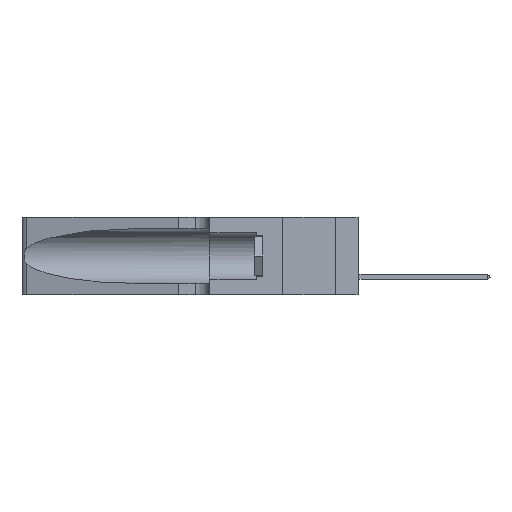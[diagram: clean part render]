
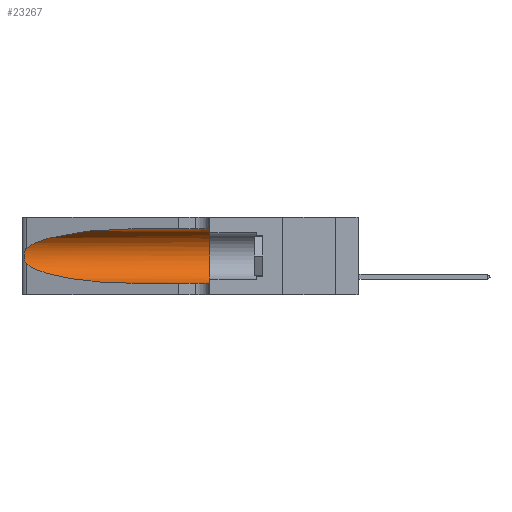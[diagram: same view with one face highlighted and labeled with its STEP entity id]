
A CAD part, left-side view. The second image highlights one B-rep face of the part: STEP entity #23267.
In plain terms, the highlighted cylindrical face has radius 3.308 mm (diameter 6.617 mm), a partial arc.
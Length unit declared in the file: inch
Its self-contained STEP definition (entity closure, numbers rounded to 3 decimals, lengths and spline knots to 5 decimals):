
#141 = CIRCLE ( 'NONE', #2972, 0.13025 ) ;
#166 = CARTESIAN_POINT ( 'NONE',  ( 0.25639, 1.23184, 0.21858 ) ) ;
#177 = B_SPLINE_CURVE_WITH_KNOTS ( 'NONE', 3,
 ( #250, #14936, #166, #7646, #2246, #7736, #3931, #5607, #7567, #14626, #20186, #4022, #2014, #9375 ),
 .UNSPECIFIED., .F., .F.,
 ( 4, 2, 2, 2, 2, 2, 4 ),
 ( 0., 0.00027, 0.00053, 0.00107, 0.0016, 0.00187, 0.00214 ),
 .UNSPECIFIED. ) ;
#250 = CARTESIAN_POINT ( 'NONE',  ( 0.25487, 1.22718, 0.22369 ) ) ;
#256 = CARTESIAN_POINT ( 'NONE',  ( 0.1305, 0.72297, 0.05475 ) ) ;
#339 = ORIENTED_EDGE ( 'NONE', *, *, #15602, .T. ) ;
#637 =( BOUNDED_CURVE ( )  B_SPLINE_CURVE ( 3, ( #3179, #12430, #6900, #8722 ),
 .UNSPECIFIED., .F., .F. ) 
 B_SPLINE_CURVE_WITH_KNOTS ( ( 4, 4 ),
 ( 3.44316, 4.71239 ),
 .UNSPECIFIED. ) 
 CURVE ( )  GEOMETRIC_REPRESENTATION_ITEM ( )  RATIONAL_B_SPLINE_CURVE ( ( 1., 0.87, 0.87, 1. ) ) 
 REPRESENTATION_ITEM ( '' )  );
#980 = VECTOR ( 'NONE', #3487, 39.37008 ) ;
#1205 = CARTESIAN_POINT ( 'NONE',  ( 0.18966, 0.96281, 0.31525 ) ) ;
#2014 = CARTESIAN_POINT ( 'NONE',  ( 0.25555, 1.22993, 0.14849 ) ) ;
#2220 = VERTEX_POINT ( 'NONE', #4121 ) ;
#2245 = CARTESIAN_POINT ( 'NONE',  ( 0.1305, 0.35, 0.185 ) ) ;
#2246 = CARTESIAN_POINT ( 'NONE',  ( 0.25854, 1.2359, 0.20912 ) ) ;
#2690 = CYLINDRICAL_SURFACE ( 'NONE', #19065, 0.13025 ) ;
#2967 = ORIENTED_EDGE ( 'NONE', *, *, #6659, .F. ) ;
#2972 = AXIS2_PLACEMENT_3D ( 'NONE', #2245, #13262, #13506 ) ;
#3179 = CARTESIAN_POINT ( 'NONE',  ( 0.25487, 1.22718, 0.14631 ) ) ;
#3487 = DIRECTION ( 'NONE',  ( 0., -1., 0. ) ) ;
#3931 = CARTESIAN_POINT ( 'NONE',  ( 0.26075, 1.23896, 0.19203 ) ) ;
#4022 = CARTESIAN_POINT ( 'NONE',  ( 0.25639, 1.23186, 0.15144 ) ) ;
#4121 = CARTESIAN_POINT ( 'NONE',  ( 0.1305, 0.35, 0.31525 ) ) ;
#4909 = EDGE_CURVE ( 'NONE', #22451, #16964, #10065, .T. ) ;
#5607 = CARTESIAN_POINT ( 'NONE',  ( 0.26075, 1.23896, 0.178 ) ) ;
#5804 = VERTEX_POINT ( 'NONE', #256 ) ;
#6015 = LINE ( 'NONE', #11399, #23208 ) ;
#6659 = EDGE_CURVE ( 'NONE', #22451, #2220, #15981, .T. ) ;
#6900 = CARTESIAN_POINT ( 'NONE',  ( 0.18966, 0.96281, 0.05475 ) ) ;
#7567 = CARTESIAN_POINT ( 'NONE',  ( 0.26017, 1.23833, 0.17102 ) ) ;
#7646 = CARTESIAN_POINT ( 'NONE',  ( 0.25787, 1.23484, 0.2124 ) ) ;
#7736 = CARTESIAN_POINT ( 'NONE',  ( 0.26018, 1.23835, 0.19895 ) ) ;
#8520 = DIRECTION ( 'NONE',  ( 0., 0., -1. ) ) ;
#8722 = CARTESIAN_POINT ( 'NONE',  ( 0.1305, 0.72297, 0.05475 ) ) ;
#9375 = CARTESIAN_POINT ( 'NONE',  ( 0.25487, 1.22718, 0.14631 ) ) ;
#9574 = ORIENTED_EDGE ( 'NONE', *, *, #19798, .F. ) ;
#9896 = ORIENTED_EDGE ( 'NONE', *, *, #4909, .T. ) ;
#10065 =( BOUNDED_CURVE ( )  B_SPLINE_CURVE ( 3, ( #22765, #1205, #22405, #12238 ),
 .UNSPECIFIED., .F., .F. ) 
 B_SPLINE_CURVE_WITH_KNOTS ( ( 4, 4 ),
 ( 1.5708, 2.84003 ),
 .UNSPECIFIED. ) 
 CURVE ( )  GEOMETRIC_REPRESENTATION_ITEM ( )  RATIONAL_B_SPLINE_CURVE ( ( 1., 0.87, 0.87, 1. ) ) 
 REPRESENTATION_ITEM ( '' )  );
#11131 = EDGE_LOOP ( 'NONE', ( #9896, #22033, #339, #18449, #9574, #2967 ) ) ;
#11399 = CARTESIAN_POINT ( 'NONE',  ( 0.1305, 1.61858, 0.05475 ) ) ;
#11776 = FACE_OUTER_BOUND ( 'NONE', #11131, .T. ) ;
#12093 = EDGE_CURVE ( 'NONE', #5804, #20413, #6015, .T. ) ;
#12238 = CARTESIAN_POINT ( 'NONE',  ( 0.25487, 1.22718, 0.22369 ) ) ;
#12364 = CARTESIAN_POINT ( 'NONE',  ( 0.1305, 0.35, 0.05475 ) ) ;
#12430 = CARTESIAN_POINT ( 'NONE',  ( 0.2373, 1.15595, 0.08982 ) ) ;
#12678 = EDGE_CURVE ( 'NONE', #16964, #23145, #177, .T. ) ;
#13262 = DIRECTION ( 'NONE',  ( 0., 1., 0. ) ) ;
#13506 = DIRECTION ( 'NONE',  ( 0., 0., 1. ) ) ;
#14626 = CARTESIAN_POINT ( 'NONE',  ( 0.25856, 1.23593, 0.16098 ) ) ;
#14936 = CARTESIAN_POINT ( 'NONE',  ( 0.25555, 1.22994, 0.2215 ) ) ;
#15602 = EDGE_CURVE ( 'NONE', #23145, #5804, #637, .T. ) ;
#15917 = CARTESIAN_POINT ( 'NONE',  ( 0.1305, 0.72297, 0.31525 ) ) ;
#15981 = LINE ( 'NONE', #23357, #980 ) ;
#16282 = CARTESIAN_POINT ( 'NONE',  ( 0.25487, 1.22718, 0.22369 ) ) ;
#16964 = VERTEX_POINT ( 'NONE', #16282 ) ;
#18449 = ORIENTED_EDGE ( 'NONE', *, *, #12093, .T. ) ;
#19065 = AXIS2_PLACEMENT_3D ( 'NONE', #21334, #21416, #8520 ) ;
#19798 = EDGE_CURVE ( 'NONE', #2220, #20413, #141, .T. ) ;
#20186 = CARTESIAN_POINT ( 'NONE',  ( 0.25789, 1.23486, 0.15765 ) ) ;
#20413 = VERTEX_POINT ( 'NONE', #12364 ) ;
#20539 = DIRECTION ( 'NONE',  ( 0., -1., 0. ) ) ;
#21334 = CARTESIAN_POINT ( 'NONE',  ( 0.1305, 1.61858, 0.185 ) ) ;
#21416 = DIRECTION ( 'NONE',  ( 0., -1., 0. ) ) ;
#22033 = ORIENTED_EDGE ( 'NONE', *, *, #12678, .T. ) ;
#22405 = CARTESIAN_POINT ( 'NONE',  ( 0.2373, 1.15595, 0.28018 ) ) ;
#22451 = VERTEX_POINT ( 'NONE', #15917 ) ;
#22611 = CARTESIAN_POINT ( 'NONE',  ( 0.25487, 1.22718, 0.14631 ) ) ;
#22765 = CARTESIAN_POINT ( 'NONE',  ( 0.1305, 0.72297, 0.31525 ) ) ;
#23145 = VERTEX_POINT ( 'NONE', #22611 ) ;
#23208 = VECTOR ( 'NONE', #20539, 39.37008 ) ;
#23267 = ADVANCED_FACE ( 'NONE', ( #11776 ), #2690, .F. ) ;
#23357 = CARTESIAN_POINT ( 'NONE',  ( 0.1305, 1.61858, 0.31525 ) ) ;
